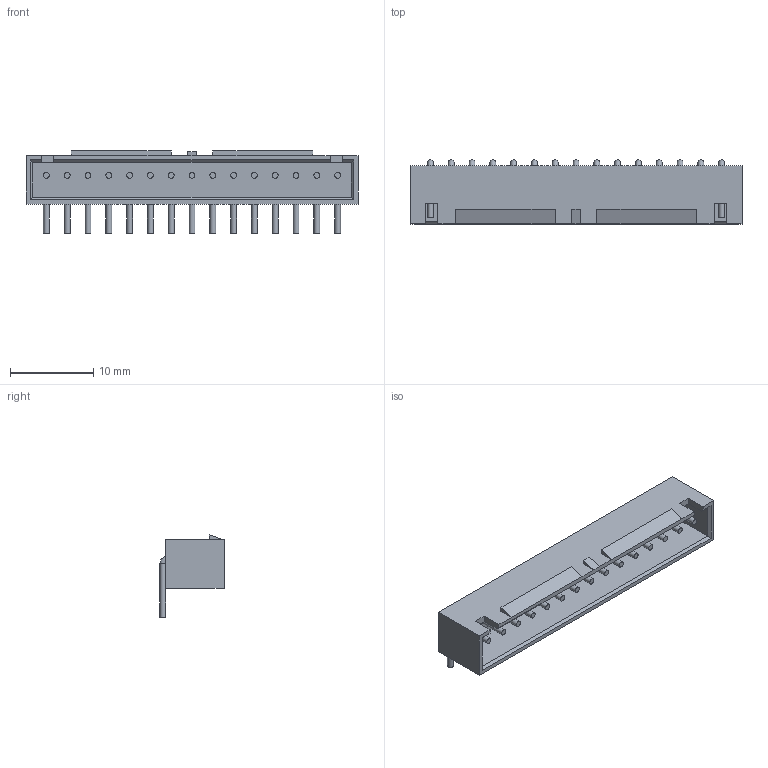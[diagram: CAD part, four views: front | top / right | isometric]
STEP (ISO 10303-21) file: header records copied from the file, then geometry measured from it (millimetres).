
FILE_DESCRIPTION(/* description */ (''),/* implementation_level */ '2;1');
FILE_NAME(/* name */ 'SMAW250-15P.stp',/* time_stamp */ '2020-02-18T14:55:02+09:00',/* author */ ('TO'),/* organization */ (''),/* preprocessor_version */ 'ST-DEVELOPER v18',/* originating_system */ 'Autodesk Inventor 2020',/* authorisation */ '');
FILE_SCHEMA (('AUTOMOTIVE_DESIGN { 1 0 10303 214 3 1 1 }'));
Length unit declared in the file: millimetre
Products named in the file (1): SMAW250-15P
Bounding box: 39.9 x 7.7 x 9.9 mm (x, y, z)
Volume: 895.6 mm3; surface area: 1976.3 mm2
Topology: 16 solids, 16 shells, 111 faces, 287 edges, 208 vertices
Faces by surface type: plane 66, cylinder 30, torus 15
Full cylindrical faces by diameter (mm): 0.7 x30
Entity records: 3590 total; most frequent: DIRECTION 676, CARTESIAN_POINT 607, ORIENTED_EDGE 574, EDGE_CURVE 287, AXIS2_PLACEMENT_3D 277, VERTEX_POINT 208, CIRCLE 165, LINE 122
